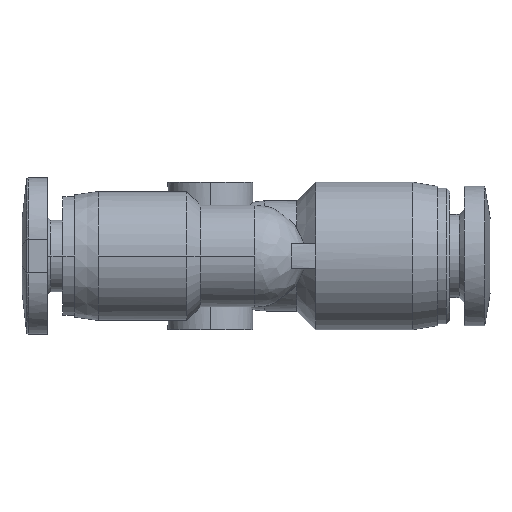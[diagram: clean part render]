
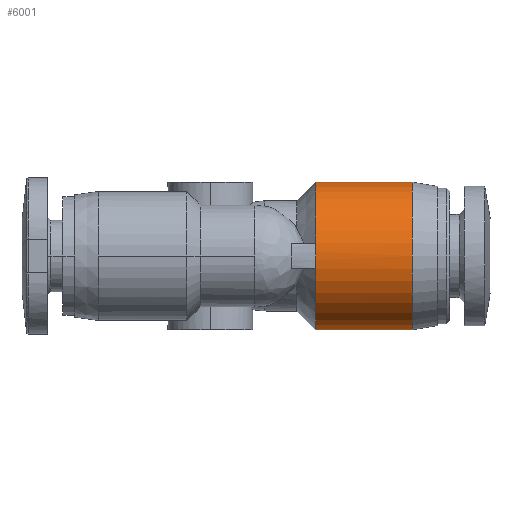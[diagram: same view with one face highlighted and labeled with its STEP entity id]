
A CAD part, left-side view. The second image highlights one B-rep face of the part: STEP entity #6001.
In plain terms, the highlighted cylindrical face has radius 4.35 mm (diameter 8.7 mm), a partial arc.
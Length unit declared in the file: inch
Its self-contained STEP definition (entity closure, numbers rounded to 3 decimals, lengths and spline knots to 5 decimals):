
#22 = VERTEX_POINT ( 'NONE', #141 ) ;
#141 = CARTESIAN_POINT ( 'NONE',  ( -0.1687, -0.24409, 0.02953 ) ) ;
#182 = CARTESIAN_POINT ( 'NONE',  ( -0.1687, -0.24409, 0.02953 ) ) ;
#235 = DIRECTION ( 'NONE',  ( 0., -1., 0. ) ) ;
#297 = DIRECTION ( 'NONE',  ( 0., 1., 0. ) ) ;
#354 = LINE ( 'NONE', #6874, #6165 ) ;
#483 = CYLINDRICAL_SURFACE ( 'NONE', #6038, 0.17126 ) ;
#544 = CARTESIAN_POINT ( 'NONE',  ( 0., -0.3563, 0. ) ) ;
#850 = FACE_OUTER_BOUND ( 'NONE', #887, .T. ) ;
#887 = EDGE_LOOP ( 'NONE', ( #968, #2587, #6070, #3391, #4823, #2673 ) ) ;
#904 = VERTEX_POINT ( 'NONE', #5755 ) ;
#968 = ORIENTED_EDGE ( 'NONE', *, *, #1594, .F. ) ;
#1180 = EDGE_CURVE ( 'NONE', #3865, #5539, #5933, .T. ) ;
#1431 = DIRECTION ( 'NONE',  ( 0., -1., 0. ) ) ;
#1582 = EDGE_CURVE ( 'NONE', #3865, #22, #3262, .T. ) ;
#1594 = EDGE_CURVE ( 'NONE', #3558, #5539, #354, .T. ) ;
#1619 = VECTOR ( 'NONE', #3420, 39.37008 ) ;
#2263 = AXIS2_PLACEMENT_3D ( 'NONE', #3780, #297, #4342 ) ;
#2459 = EDGE_CURVE ( 'NONE', #3558, #3770, #3018, .T. ) ;
#2507 = AXIS2_PLACEMENT_3D ( 'NONE', #3721, #235, #4282 ) ;
#2587 = ORIENTED_EDGE ( 'NONE', *, *, #2459, .T. ) ;
#2673 = ORIENTED_EDGE ( 'NONE', *, *, #1180, .T. ) ;
#2793 = CARTESIAN_POINT ( 'NONE',  ( 0., -0.24409, -0.17126 ) ) ;
#3001 = EDGE_CURVE ( 'NONE', #904, #22, #3103, .T. ) ;
#3018 = CIRCLE ( 'NONE', #2263, 0.17126 ) ;
#3103 = CIRCLE ( 'NONE', #2507, 0.17126 ) ;
#3106 = CARTESIAN_POINT ( 'NONE',  ( -0.1687, -0.24409, -0.02953 ) ) ;
#3262 = B_SPLINE_CURVE_WITH_KNOTS ( 'NONE', 3,
 ( #3106, #6343, #3668, #182 ),
 .UNSPECIFIED., .F., .F.,
 ( 4, 4 ),
 ( -0.00075, 0.00075 ),
 .UNSPECIFIED. ) ;
#3391 = ORIENTED_EDGE ( 'NONE', *, *, #3001, .T. ) ;
#3420 = DIRECTION ( 'NONE',  ( 0., 1., 0. ) ) ;
#3450 = EDGE_CURVE ( 'NONE', #3770, #904, #6059, .T. ) ;
#3558 = VERTEX_POINT ( 'NONE', #6687 ) ;
#3664 = CARTESIAN_POINT ( 'NONE',  ( -0.1687, -0.24409, -0.02953 ) ) ;
#3668 = CARTESIAN_POINT ( 'NONE',  ( -0.17211, -0.24409, 0.01001 ) ) ;
#3721 = CARTESIAN_POINT ( 'NONE',  ( 0., -0.24409, 0. ) ) ;
#3770 = VERTEX_POINT ( 'NONE', #5356 ) ;
#3780 = CARTESIAN_POINT ( 'NONE',  ( 0., -0.4685, 0. ) ) ;
#3865 = VERTEX_POINT ( 'NONE', #3664 ) ;
#4013 = DIRECTION ( 'NONE',  ( 0., 0., 1. ) ) ;
#4282 = DIRECTION ( 'NONE',  ( 0., 0., 1. ) ) ;
#4342 = DIRECTION ( 'NONE',  ( 0., 0., 1. ) ) ;
#4573 = DIRECTION ( 'NONE',  ( 0., 1., 0. ) ) ;
#4823 = ORIENTED_EDGE ( 'NONE', *, *, #1582, .F. ) ;
#4834 = CARTESIAN_POINT ( 'NONE',  ( 0., -0.24409, 0. ) ) ;
#5311 = DIRECTION ( 'NONE',  ( 0., 1., 0. ) ) ;
#5356 = CARTESIAN_POINT ( 'NONE',  ( 0., -0.4685, 0.17126 ) ) ;
#5367 = DIRECTION ( 'NONE',  ( 0., 0., 1. ) ) ;
#5539 = VERTEX_POINT ( 'NONE', #2793 ) ;
#5755 = CARTESIAN_POINT ( 'NONE',  ( 0., -0.24409, 0.17126 ) ) ;
#5933 = CIRCLE ( 'NONE', #6965, 0.17126 ) ;
#6001 = ADVANCED_FACE ( 'NONE', ( #850 ), #483, .T. ) ;
#6038 = AXIS2_PLACEMENT_3D ( 'NONE', #544, #4573, #4013 ) ;
#6059 = LINE ( 'NONE', #7172, #1619 ) ;
#6070 = ORIENTED_EDGE ( 'NONE', *, *, #3450, .T. ) ;
#6165 = VECTOR ( 'NONE', #5311, 39.37008 ) ;
#6343 = CARTESIAN_POINT ( 'NONE',  ( -0.17211, -0.24409, -0.01001 ) ) ;
#6687 = CARTESIAN_POINT ( 'NONE',  ( 0., -0.4685, -0.17126 ) ) ;
#6874 = CARTESIAN_POINT ( 'NONE',  ( 0., -0.3563, -0.17126 ) ) ;
#6965 = AXIS2_PLACEMENT_3D ( 'NONE', #4834, #1431, #5367 ) ;
#7172 = CARTESIAN_POINT ( 'NONE',  ( 0., -0.3563, 0.17126 ) ) ;
